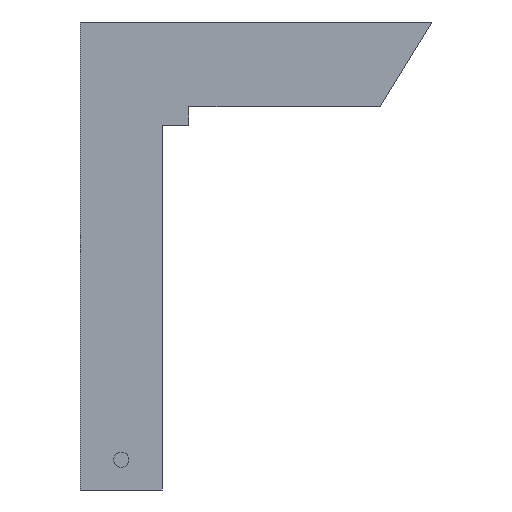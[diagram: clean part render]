
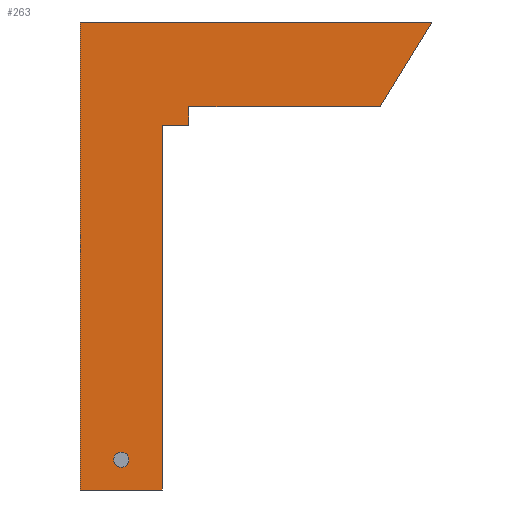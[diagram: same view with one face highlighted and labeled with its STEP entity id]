
A CAD part, front view. The second image highlights one B-rep face of the part: STEP entity #263.
In plain terms, the highlighted planar face has unit normal (0, -1, 0).
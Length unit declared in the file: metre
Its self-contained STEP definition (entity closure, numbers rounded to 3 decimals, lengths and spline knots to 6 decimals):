
#15=CIRCLE('',#294,0.002);
#42=ORIENTED_EDGE('',*,*,#104,.T.);
#43=ORIENTED_EDGE('',*,*,#105,.T.);
#44=ORIENTED_EDGE('',*,*,#106,.T.);
#45=ORIENTED_EDGE('',*,*,#107,.T.);
#46=ORIENTED_EDGE('',*,*,#103,.T.);
#47=ORIENTED_EDGE('',*,*,#99,.T.);
#48=ORIENTED_EDGE('',*,*,#96,.T.);
#49=ORIENTED_EDGE('',*,*,#93,.T.);
#50=ORIENTED_EDGE('',*,*,#90,.T.);
#90=EDGE_CURVE('',#121,#123,#147,.T.);
#93=EDGE_CURVE('',#125,#121,#150,.T.);
#96=EDGE_CURVE('',#127,#125,#153,.T.);
#99=EDGE_CURVE('',#129,#127,#156,.T.);
#103=EDGE_CURVE('',#131,#129,#160,.T.);
#104=EDGE_CURVE('',#133,#133,#15,.T.);
#105=EDGE_CURVE('',#123,#134,#161,.T.);
#106=EDGE_CURVE('',#134,#135,#162,.F.);
#107=EDGE_CURVE('',#135,#131,#163,.T.);
#121=VERTEX_POINT('',#390);
#123=VERTEX_POINT('',#394);
#125=VERTEX_POINT('',#399);
#127=VERTEX_POINT('',#405);
#129=VERTEX_POINT('',#411);
#131=VERTEX_POINT('',#417);
#133=VERTEX_POINT('',#424);
#134=VERTEX_POINT('',#426);
#135=VERTEX_POINT('',#428);
#147=LINE('',#395,#174);
#150=LINE('',#401,#177);
#153=LINE('',#407,#180);
#156=LINE('',#413,#183);
#160=LINE('',#421,#187);
#161=LINE('',#425,#188);
#162=LINE('',#427,#189);
#163=LINE('',#429,#190);
#174=VECTOR('',#318,1.);
#177=VECTOR('',#323,1.);
#180=VECTOR('',#328,1.);
#183=VECTOR('',#333,1.);
#187=VECTOR('',#339,1.);
#188=VECTOR('',#344,1.);
#189=VECTOR('',#345,1.);
#190=VECTOR('',#346,1.);
#203=EDGE_LOOP('',(#42));
#204=EDGE_LOOP('',(#43,#44,#45,#46,#47,#48,#49,#50));
#226=FACE_BOUND('',#203,.T.);
#227=FACE_BOUND('',#204,.T.);
#249=PLANE('',#293);
#263=ADVANCED_FACE('',(#226,#227),#249,.F.);
#293=AXIS2_PLACEMENT_3D('',#422,#340,#341);
#294=AXIS2_PLACEMENT_3D('',#423,#342,#343);
#318=DIRECTION('',(0.522,0.,0.853));
#323=DIRECTION('',(1.,0.,0.));
#328=DIRECTION('',(0.,0.,1.));
#333=DIRECTION('',(1.,0.,0.));
#339=DIRECTION('',(0.,0.,1.));
#340=DIRECTION('',(0.,1.,0.));
#341=DIRECTION('',(-1.,0.,0.));
#342=DIRECTION('',(0.,1.,0.));
#343=DIRECTION('',(-1.,0.,0.));
#344=DIRECTION('',(-1.,0.,0.));
#345=DIRECTION('',(0.,0.,1.));
#346=DIRECTION('',(1.,0.,0.));
#390=CARTESIAN_POINT('',(0.003657,0.000374,-0.110516));
#394=CARTESIAN_POINT('',(0.017318,0.000374,-0.088212));
#395=CARTESIAN_POINT('',(0.010487,0.000374,-0.099364));
#399=CARTESIAN_POINT('',(-0.046783,0.000374,-0.110516));
#401=CARTESIAN_POINT('',(-0.021563,0.000374,-0.110516));
#405=CARTESIAN_POINT('',(-0.046783,0.000374,-0.115516));
#407=CARTESIAN_POINT('',(-0.046783,0.000374,-0.113016));
#411=CARTESIAN_POINT('',(-0.053783,0.000374,-0.115516));
#413=CARTESIAN_POINT('',(-0.050283,0.000374,-0.115516));
#417=CARTESIAN_POINT('',(-0.053783,0.000374,-0.211726));
#421=CARTESIAN_POINT('',(-0.053783,0.000374,-0.163621));
#422=CARTESIAN_POINT('',(-0.029096,0.000374,-0.149969));
#423=CARTESIAN_POINT('',(-0.064647,0.000374,-0.203742));
#424=CARTESIAN_POINT('',(-0.066647,0.000374,-0.203742));
#425=CARTESIAN_POINT('',(-0.01251,0.000374,-0.088212));
#426=CARTESIAN_POINT('',(-0.07551,0.000374,-0.088212));
#427=CARTESIAN_POINT('',(-0.07551,0.000374,-0.147469));
#428=CARTESIAN_POINT('',(-0.07551,0.000374,-0.211726));
#429=CARTESIAN_POINT('',(-0.05701,0.000374,-0.211726));
